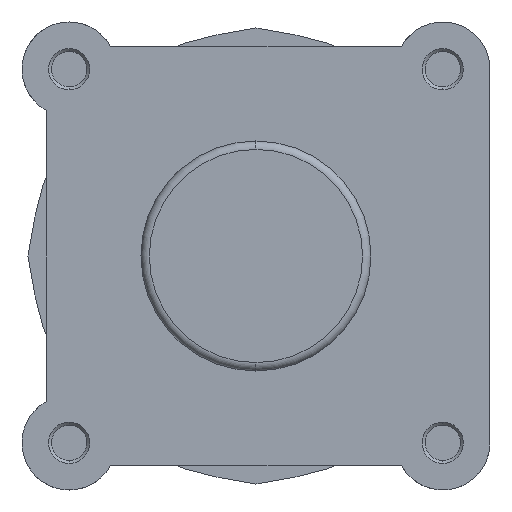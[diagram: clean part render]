
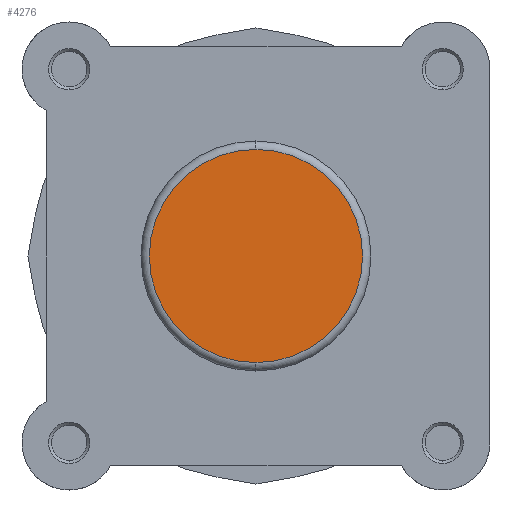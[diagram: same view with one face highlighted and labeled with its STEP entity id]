
A CAD part, left-side view. The second image highlights one B-rep face of the part: STEP entity #4276.
In plain terms, the highlighted planar face has unit normal (-1, 0, 0).
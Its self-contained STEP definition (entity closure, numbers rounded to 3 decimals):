
#62 = VERTEX_POINT ( 'NONE', #339 ) ;
#63 = VERTEX_POINT ( 'NONE', #340 ) ;
#339 = CARTESIAN_POINT ( 'NONE',  ( 0., 0., 25.4 ) ) ;
#340 = CARTESIAN_POINT ( 'NONE',  ( 0., 0., -25.4 ) ) ;
#844 = CARTESIAN_POINT ( 'NONE',  ( 0., 0., 0. ) ) ;
#845 = PLANE ( 'NONE',  #4934 ) ;
#846 = DIRECTION ( 'NONE',  ( 1., 0., 0. ) ) ;
#847 = DIRECTION ( 'NONE',  ( 0., 0., -1. ) ) ;
#1441 = CARTESIAN_POINT ( 'NONE',  ( 0., 0., 0. ) ) ;
#1442 = DIRECTION ( 'NONE',  ( -1., 0., 0. ) ) ;
#1443 = DIRECTION ( 'NONE',  ( 0., 0., -1. ) ) ;
#2401 = CARTESIAN_POINT ( 'NONE',  ( 0., 0., 0. ) ) ;
#2402 = DIRECTION ( 'NONE',  ( -1., 0., 0. ) ) ;
#2403 = DIRECTION ( 'NONE',  ( 0., 0., -1. ) ) ;
#3084 = FACE_OUTER_BOUND ( 'NONE', #3762, .T. ) ;
#3433 = CIRCLE ( 'NONE', #5106, 25.4 ) ;
#3762 = EDGE_LOOP ( 'NONE', ( #4066, #4036 ) ) ;
#4036 = ORIENTED_EDGE ( 'NONE', *, *, #4792, .T. ) ;
#4066 = ORIENTED_EDGE ( 'NONE', *, *, #4427, .T. ) ;
#4276 = ADVANCED_FACE ( 'NONE', ( #3084 ), #845, .F. ) ;
#4427 = EDGE_CURVE ( 'NONE', #63, #62, #3433, .T. ) ;
#4792 = EDGE_CURVE ( 'NONE', #62, #63, #5788, .T. ) ;
#4934 = AXIS2_PLACEMENT_3D ( 'NONE', #844, #846, #847 ) ;
#5106 = AXIS2_PLACEMENT_3D ( 'NONE', #1441, #1442, #1443 ) ;
#5282 = AXIS2_PLACEMENT_3D ( 'NONE', #2401, #2402, #2403 ) ;
#5788 = CIRCLE ( 'NONE', #5282, 25.4 ) ;
